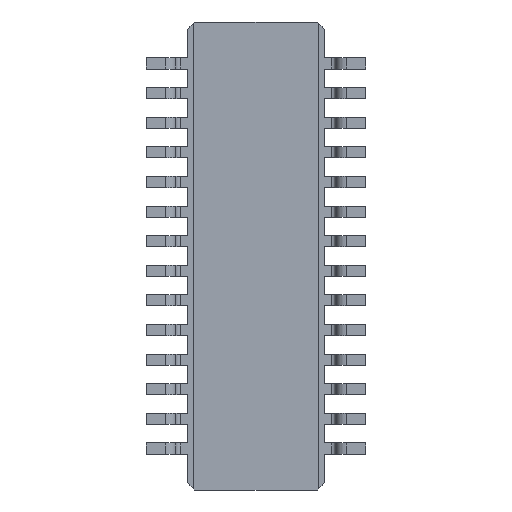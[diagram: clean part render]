
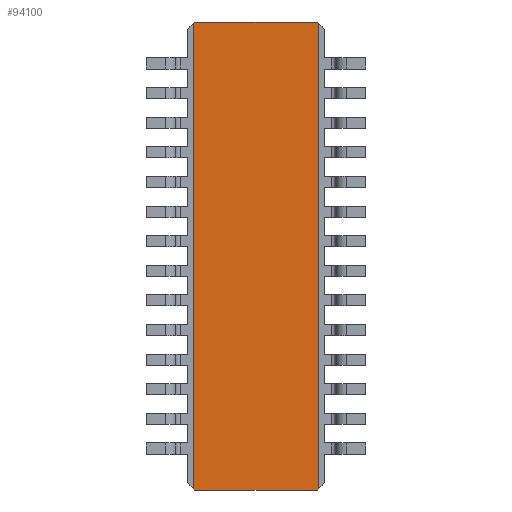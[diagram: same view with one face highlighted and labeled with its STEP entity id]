
A CAD part, front view. The second image highlights one B-rep face of the part: STEP entity #94100.
In plain terms, the highlighted planar face has unit normal (0, -1, 0).
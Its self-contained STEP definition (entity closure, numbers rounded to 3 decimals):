
#60=CARTESIAN_POINT('',(-0.03,-0.6,0.));
#70=DIRECTION('',(0.707,0.,0.707));
#80=VECTOR('',#70,1.);
#90=LINE('',#60,#80);
#100=CARTESIAN_POINT('',(-0.03,-0.6,0.));
#110=VERTEX_POINT('',#100);
#120=CARTESIAN_POINT('',(-0.01,-0.6,0.02));
#130=VERTEX_POINT('',#120);
#140=EDGE_CURVE('',#110,#130,#90,.T.);
#27840=CARTESIAN_POINT('',(-1.68,-0.6,0.));
#27850=VERTEX_POINT('',#27840);
#27880=CARTESIAN_POINT('',(0.,-0.6,0.));
#27890=DIRECTION('',(1.,0.,0.));
#27900=VECTOR('',#27890,1.);
#27910=LINE('',#27880,#27900);
#27920=EDGE_CURVE('',#27850,#110,#27910,.T.);
#36600=CARTESIAN_POINT('',(-1.7,-0.6,0.02));
#36610=VERTEX_POINT('',#36600);
#36640=CARTESIAN_POINT('',(0.,-0.6,-1.68));
#36650=DIRECTION('',(-0.707,0.,0.707));
#36660=VECTOR('',#36650,1.);
#36670=LINE('',#36640,#36660);
#36680=EDGE_CURVE('',#27850,#36610,#36670,.T.);
#48070=CARTESIAN_POINT('',(-1.68,-0.6,6.32));
#48080=VERTEX_POINT('',#48070);
#48110=CARTESIAN_POINT('',(0.,-0.6,8.));
#48120=DIRECTION('',(0.707,0.,0.707));
#48130=VECTOR('',#48120,1.);
#48140=LINE('',#48110,#48130);
#48150=CARTESIAN_POINT('',(-1.7,-0.6,6.3));
#48160=VERTEX_POINT('',#48150);
#48170=EDGE_CURVE('',#48160,#48080,#48140,.T.);
#48730=CARTESIAN_POINT('',(0.,-0.6,6.32));
#48740=DIRECTION('',(-1.,0.,0.));
#48750=VECTOR('',#48740,1.);
#48760=LINE('',#48730,#48750);
#48770=CARTESIAN_POINT('',(-0.03,-0.6,6.32));
#48780=VERTEX_POINT('',#48770);
#48790=EDGE_CURVE('',#48780,#48080,#48760,.T.);
#58800=CARTESIAN_POINT('',(-0.01,-0.6,6.3))
;
#58810=VERTEX_POINT('',#58800);
#58860=CARTESIAN_POINT('',(-0.01,-0.6,0.));
#58870=DIRECTION('',(0.,0.,1.));
#58880=VECTOR('',#58870,1.);
#58890=LINE('',#58860,#58880);
#58900=EDGE_CURVE('',#130,#58810,#58890,.T.);
#65610=CARTESIAN_POINT('',(-1.7,-0.6,0.));
#65620=DIRECTION('',(0.,0.,1.));
#65630=VECTOR('',#65620,1.);
#65640=LINE('',#65610,#65630);
#65650=EDGE_CURVE('',#36610,#48160,#65640,.T.);
#93900=CARTESIAN_POINT('',(-0.855,-0.6,-3.2));
#93910=DIRECTION('',(0.,-1.,0.));
#93920=DIRECTION('',(-1.,0.,0.));
#93930=AXIS2_PLACEMENT_3D('',#93900,#93910,#93920);
#93940=PLANE('',#93930);
#93950=ORIENTED_EDGE('',*,*,#48170,.F.);
#93960=ORIENTED_EDGE('',*,*,#48790,.T.);
#93970=CARTESIAN_POINT('',(0.,-0.6,6.29));
#93980=DIRECTION('',(-0.707,0.,0.707));
#93990=VECTOR('',#93980,1.);
#94000=LINE('',#93970,#93990);
#94010=EDGE_CURVE('',#58810,#48780,#94000,.T.);
#94020=ORIENTED_EDGE('',*,*,#94010,.T.);
#94030=ORIENTED_EDGE('',*,*,#58900,.T.);
#94040=ORIENTED_EDGE('',*,*,#140,.T.);
#94050=ORIENTED_EDGE('',*,*,#27920,.T.);
#94060=ORIENTED_EDGE('',*,*,#36680,.F.);
#94070=ORIENTED_EDGE('',*,*,#65650,.F.);
#94080=EDGE_LOOP('',(#94070,#94060,#94050,#94040,#94030,#94020,#93960,
#93950));
#94090=FACE_OUTER_BOUND('',#94080,.T.);
#94100=ADVANCED_FACE('',(#94090),#93940,.T.);
